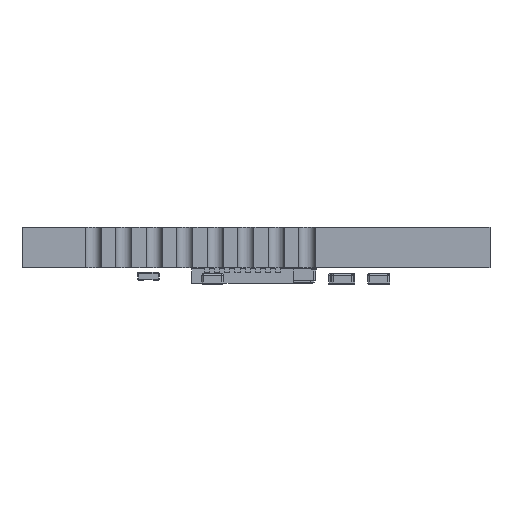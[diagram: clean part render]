
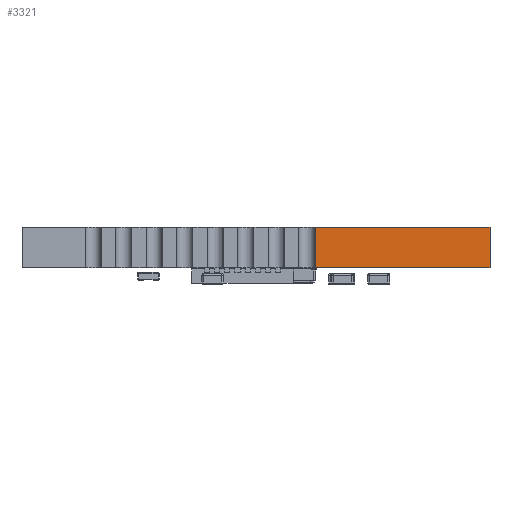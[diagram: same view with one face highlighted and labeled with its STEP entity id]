
A CAD part, front view. The second image highlights one B-rep face of the part: STEP entity #3321.
In plain terms, the highlighted planar face has unit normal (0, -1, 0).
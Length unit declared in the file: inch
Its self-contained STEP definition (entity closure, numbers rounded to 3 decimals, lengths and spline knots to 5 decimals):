
#3 = FACE_OUTER_BOUND ( 'NONE', #3332, .T. ) ;
#87 = DIRECTION ( 'NONE',  ( -1., 0., 0. ) ) ;
#206 = VECTOR ( 'NONE', #4489, 39.37008 ) ;
#340 = CARTESIAN_POINT ( 'NONE',  ( 0.52847, -0.07778, -0.07874 ) ) ;
#422 = VERTEX_POINT ( 'NONE', #340 ) ;
#698 = LINE ( 'NONE', #6308, #9033 ) ;
#1550 = VERTEX_POINT ( 'NONE', #6739 ) ;
#1711 = VECTOR ( 'NONE', #4241, 39.37008 ) ;
#1944 = ORIENTED_EDGE ( 'NONE', *, *, #4016, .T. ) ;
#3321 = ADVANCED_FACE ( 'NONE', ( #3 ), #10433, .F. ) ;
#3332 = EDGE_LOOP ( 'NONE', ( #1944, #8391, #5499, #4352 ) ) ;
#3556 = VERTEX_POINT ( 'NONE', #11940 ) ;
#3920 = CARTESIAN_POINT ( 'NONE',  ( 0.52847, -0.07778, -0.07874 ) ) ;
#4016 = EDGE_CURVE ( 'NONE', #3556, #12577, #698, .T. ) ;
#4241 = DIRECTION ( 'NONE',  ( 0., 0., 1. ) ) ;
#4352 = ORIENTED_EDGE ( 'NONE', *, *, #13436, .T. ) ;
#4397 = VECTOR ( 'NONE', #87, 39.37008 ) ;
#4489 = DIRECTION ( 'NONE',  ( 0., 0., 1. ) ) ;
#4583 = LINE ( 'NONE', #9670, #1711 ) ;
#4668 = EDGE_CURVE ( 'NONE', #1550, #12577, #4583, .T. ) ;
#5112 = AXIS2_PLACEMENT_3D ( 'NONE', #3920, #13674, #7188 ) ;
#5292 = EDGE_CURVE ( 'NONE', #422, #1550, #12366, .T. ) ;
#5499 = ORIENTED_EDGE ( 'NONE', *, *, #5292, .F. ) ;
#6308 = CARTESIAN_POINT ( 'NONE',  ( 0.52847, -0.07778, 0. ) ) ;
#6591 = CARTESIAN_POINT ( 'NONE',  ( 0.52847, -0.07778, -0.07874 ) ) ;
#6739 = CARTESIAN_POINT ( 'NONE',  ( 0.18988, -0.07778, -0.07874 ) ) ;
#7188 = DIRECTION ( 'NONE',  ( -1., 0., 0. ) ) ;
#7323 = CARTESIAN_POINT ( 'NONE',  ( 0.18988, -0.07778, 0. ) ) ;
#7404 = DIRECTION ( 'NONE',  ( -1., 0., 0. ) ) ;
#8391 = ORIENTED_EDGE ( 'NONE', *, *, #4668, .F. ) ;
#9033 = VECTOR ( 'NONE', #7404, 39.37008 ) ;
#9670 = CARTESIAN_POINT ( 'NONE',  ( 0.18988, -0.07778, -0.07874 ) ) ;
#10433 = PLANE ( 'NONE',  #5112 ) ;
#10997 = CARTESIAN_POINT ( 'NONE',  ( 0.52847, -0.07778, -0.07874 ) ) ;
#11940 = CARTESIAN_POINT ( 'NONE',  ( 0.52847, -0.07778, 0. ) ) ;
#12366 = LINE ( 'NONE', #6591, #4397 ) ;
#12577 = VERTEX_POINT ( 'NONE', #7323 ) ;
#13436 = EDGE_CURVE ( 'NONE', #422, #3556, #13608, .T. ) ;
#13608 = LINE ( 'NONE', #10997, #206 ) ;
#13674 = DIRECTION ( 'NONE',  ( 0., 1., 0. ) ) ;
